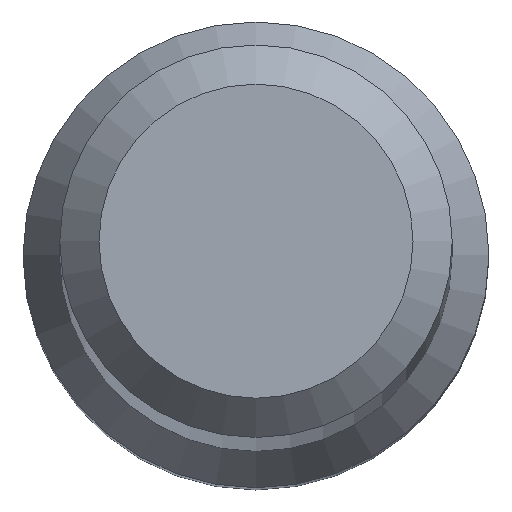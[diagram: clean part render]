
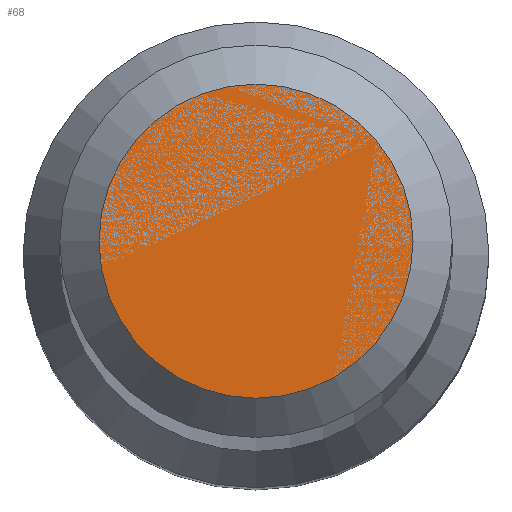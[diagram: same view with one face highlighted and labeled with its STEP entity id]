
A CAD part, top view. The second image highlights one B-rep face of the part: STEP entity #68.
In plain terms, the highlighted planar face has unit normal (0, 0, 1).
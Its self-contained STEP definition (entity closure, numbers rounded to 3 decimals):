
#27 = CARTESIAN_POINT ( 'NONE',  ( 0., 0., 70. ) ) ;
#42 = EDGE_LOOP ( 'NONE', ( #51 ) ) ;
#51 = ORIENTED_EDGE ( 'NONE', *, *, #266, .F. ) ;
#68 = ADVANCED_FACE ( 'NONE', ( #124 ), #199, .F. ) ;
#84 = AXIS2_PLACEMENT_3D ( 'NONE', #27, #226, #303 ) ;
#91 = CIRCLE ( 'NONE', #170, 1.2 ) ;
#110 = CARTESIAN_POINT ( 'NONE',  ( 0., 0., 70. ) ) ;
#124 = FACE_OUTER_BOUND ( 'NONE', #42, .T. ) ;
#170 = AXIS2_PLACEMENT_3D ( 'NONE', #110, #214, #231 ) ;
#199 = PLANE ( 'NONE',  #84 ) ;
#214 = DIRECTION ( 'NONE',  ( 0., 0., -1. ) ) ;
#215 = CARTESIAN_POINT ( 'NONE',  ( 0., 1.2, 70. ) ) ;
#226 = DIRECTION ( 'NONE',  ( 0., 0., -1. ) ) ;
#231 = DIRECTION ( 'NONE',  ( 0., 1., 0. ) ) ;
#236 = VERTEX_POINT ( 'NONE', #215 ) ;
#266 = EDGE_CURVE ( 'NONE', #236, #236, #91, .T. ) ;
#303 = DIRECTION ( 'NONE',  ( 0., 1., 0. ) ) ;
